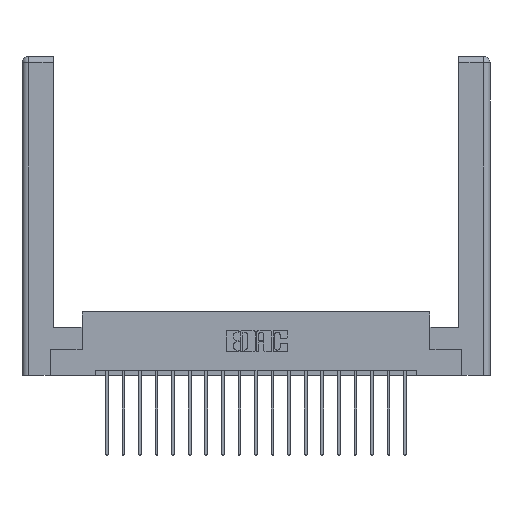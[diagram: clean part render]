
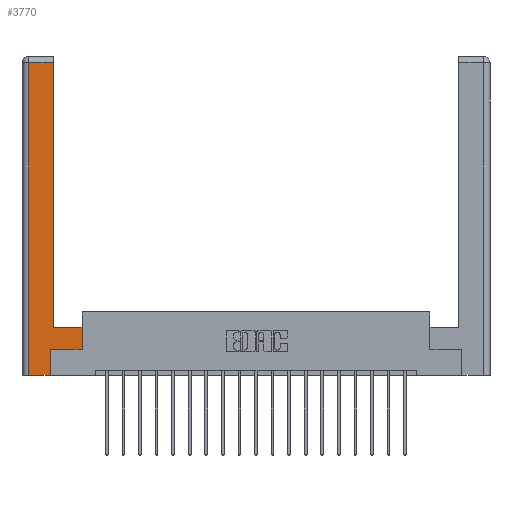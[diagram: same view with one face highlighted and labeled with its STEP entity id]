
A CAD part, top view. The second image highlights one B-rep face of the part: STEP entity #3770.
In plain terms, the highlighted planar face has unit normal (0, 0, 1).
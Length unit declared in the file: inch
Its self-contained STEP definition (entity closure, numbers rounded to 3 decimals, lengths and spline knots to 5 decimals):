
#98 = FACE_OUTER_BOUND ( 'NONE', #7267, .T. ) ;
#609 = LINE ( 'NONE', #4175, #14905 ) ;
#670 = CARTESIAN_POINT ( 'NONE',  ( 0.295, 0.45, 0. ) ) ;
#859 = DIRECTION ( 'NONE',  ( 0., 1., 0. ) ) ;
#915 = EDGE_CURVE ( 'NONE', #18419, #6971, #5641, .T. ) ;
#987 = VERTEX_POINT ( 'NONE', #12739 ) ;
#1802 = DIRECTION ( 'NONE',  ( 0., -1., 0. ) ) ;
#2187 = DIRECTION ( 'NONE',  ( -1., 0., 0. ) ) ;
#2189 = CARTESIAN_POINT ( 'NONE',  ( 0.0615, 2.94, 0. ) ) ;
#2218 = CARTESIAN_POINT ( 'NONE',  ( 0.295, 0.45, 0. ) ) ;
#2357 = ORIENTED_EDGE ( 'NONE', *, *, #3041, .T. ) ;
#2617 = CARTESIAN_POINT ( 'NONE',  ( 0.565, 0.245, 0. ) ) ;
#2653 = CARTESIAN_POINT ( 'NONE',  ( 0.265, 0., 0. ) ) ;
#3041 = EDGE_CURVE ( 'NONE', #987, #5387, #609, .T. ) ;
#3373 = EDGE_CURVE ( 'NONE', #6971, #987, #10475, .T. ) ;
#3770 = ADVANCED_FACE ( 'NONE', ( #98 ), #16489, .F. ) ;
#3800 = LINE ( 'NONE', #12149, #5777 ) ;
#3970 = DIRECTION ( 'NONE',  ( 0., 1., 0. ) ) ;
#4175 = CARTESIAN_POINT ( 'NONE',  ( 0.265, 0., 0. ) ) ;
#4696 = DIRECTION ( 'NONE',  ( 0., 1., 0. ) ) ;
#4740 = EDGE_CURVE ( 'NONE', #5387, #13972, #8359, .T. ) ;
#5387 = VERTEX_POINT ( 'NONE', #2653 ) ;
#5628 = CARTESIAN_POINT ( 'NONE',  ( 0.265, 0.245, 0. ) ) ;
#5641 = LINE ( 'NONE', #13899, #13059 ) ;
#5777 = VECTOR ( 'NONE', #13732, 39.37008 ) ;
#6015 = DIRECTION ( 'NONE',  ( -1., 0., 0. ) ) ;
#6536 = VECTOR ( 'NONE', #1802, 39.37008 ) ;
#6882 = ORIENTED_EDGE ( 'NONE', *, *, #17325, .T. ) ;
#6971 = VERTEX_POINT ( 'NONE', #2189 ) ;
#7167 = VECTOR ( 'NONE', #859, 39.37008 ) ;
#7267 = EDGE_LOOP ( 'NONE', ( #10364, #16962, #9962, #2357, #15508, #6882, #16961, #9326 ) ) ;
#7307 = VECTOR ( 'NONE', #2187, 39.37008 ) ;
#7395 = CARTESIAN_POINT ( 'NONE',  ( 0.295, 3., 0. ) ) ;
#7981 = CARTESIAN_POINT ( 'NONE',  ( 0.0615, 0., 0. ) ) ;
#8359 = LINE ( 'NONE', #5628, #10089 ) ;
#8363 = CARTESIAN_POINT ( 'NONE',  ( 0.265, 0.245, 0. ) ) ;
#8805 = AXIS2_PLACEMENT_3D ( 'NONE', #14778, #11795, #14965 ) ;
#9326 = ORIENTED_EDGE ( 'NONE', *, *, #15818, .T. ) ;
#9644 = VECTOR ( 'NONE', #4696, 39.37008 ) ;
#9962 = ORIENTED_EDGE ( 'NONE', *, *, #3373, .T. ) ;
#10089 = VECTOR ( 'NONE', #3970, 39.37008 ) ;
#10364 = ORIENTED_EDGE ( 'NONE', *, *, #12712, .T. ) ;
#10475 = LINE ( 'NONE', #7981, #6536 ) ;
#11392 = LINE ( 'NONE', #7395, #7167 ) ;
#11795 = DIRECTION ( 'NONE',  ( 0., 0., -1. ) ) ;
#12149 = CARTESIAN_POINT ( 'NONE',  ( 0.565, 0.245, 0. ) ) ;
#12359 = LINE ( 'NONE', #14149, #9644 ) ;
#12466 = CARTESIAN_POINT ( 'NONE',  ( 0.295, 2.94, 0. ) ) ;
#12712 = EDGE_CURVE ( 'NONE', #14187, #18419, #11392, .T. ) ;
#12739 = CARTESIAN_POINT ( 'NONE',  ( 0.0615, 0., 0. ) ) ;
#12967 = EDGE_CURVE ( 'NONE', #14550, #16277, #12359, .T. ) ;
#12982 = CARTESIAN_POINT ( 'NONE',  ( 0.565, 0.45, 0. ) ) ;
#13059 = VECTOR ( 'NONE', #6015, 39.37008 ) ;
#13732 = DIRECTION ( 'NONE',  ( 1., 0., 0. ) ) ;
#13899 = CARTESIAN_POINT ( 'NONE',  ( 0.0615, 2.94, 0. ) ) ;
#13972 = VERTEX_POINT ( 'NONE', #8363 ) ;
#14149 = CARTESIAN_POINT ( 'NONE',  ( 0.565, 0.45, 0. ) ) ;
#14187 = VERTEX_POINT ( 'NONE', #2218 ) ;
#14550 = VERTEX_POINT ( 'NONE', #2617 ) ;
#14778 = CARTESIAN_POINT ( 'NONE',  ( 0., 0., 0. ) ) ;
#14905 = VECTOR ( 'NONE', #18292, 39.37008 ) ;
#14965 = DIRECTION ( 'NONE',  ( -1., 0., 0. ) ) ;
#15508 = ORIENTED_EDGE ( 'NONE', *, *, #4740, .T. ) ;
#15818 = EDGE_CURVE ( 'NONE', #16277, #14187, #18874, .T. ) ;
#16277 = VERTEX_POINT ( 'NONE', #12982 ) ;
#16489 = PLANE ( 'NONE',  #8805 ) ;
#16961 = ORIENTED_EDGE ( 'NONE', *, *, #12967, .T. ) ;
#16962 = ORIENTED_EDGE ( 'NONE', *, *, #915, .T. ) ;
#17325 = EDGE_CURVE ( 'NONE', #13972, #14550, #3800, .T. ) ;
#18292 = DIRECTION ( 'NONE',  ( 1., 0., 0. ) ) ;
#18419 = VERTEX_POINT ( 'NONE', #12466 ) ;
#18874 = LINE ( 'NONE', #670, #7307 ) ;
